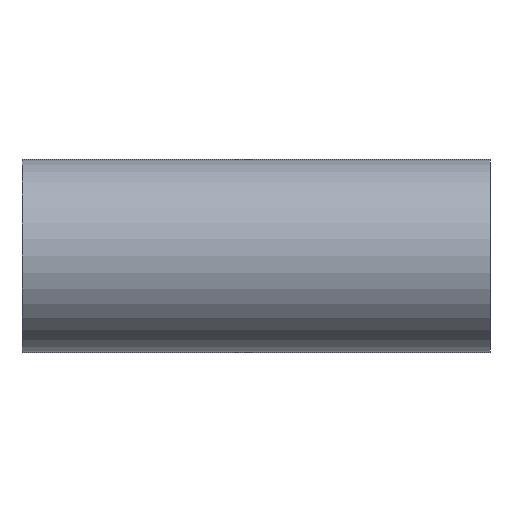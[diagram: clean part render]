
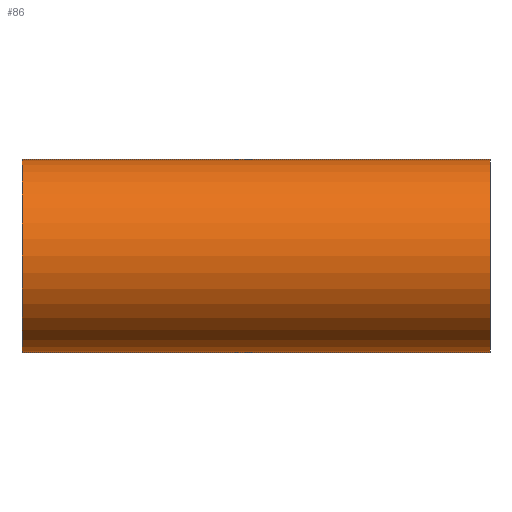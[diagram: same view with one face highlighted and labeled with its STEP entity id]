
A CAD part, left-side view. The second image highlights one B-rep face of the part: STEP entity #86.
In plain terms, the highlighted cylindrical face has radius 82.5 mm (diameter 165 mm), a partial arc.
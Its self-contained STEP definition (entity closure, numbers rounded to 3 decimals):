
#8 = CIRCLE ( 'NONE', #325, 82.5 ) ;
#19 = AXIS2_PLACEMENT_3D ( 'NONE', #145, #617, #321 ) ;
#27 = CARTESIAN_POINT ( 'NONE',  ( 0., -100., 82.5 ) ) ;
#38 = DIRECTION ( 'NONE',  ( 0., -1., 0. ) ) ;
#41 = CARTESIAN_POINT ( 'NONE',  ( 0., 300., -82.5 ) ) ;
#60 = EDGE_CURVE ( 'NONE', #294, #520, #240, .T. ) ;
#86 = ADVANCED_FACE ( 'NONE', ( #752 ), #555, .T. ) ;
#130 = AXIS2_PLACEMENT_3D ( 'NONE', #311, #721, #375 ) ;
#145 = CARTESIAN_POINT ( 'NONE',  ( 0., 300., 0. ) ) ;
#156 = LINE ( 'NONE', #276, #538 ) ;
#200 = ORIENTED_EDGE ( 'NONE', *, *, #60, .T. ) ;
#221 = EDGE_LOOP ( 'NONE', ( #313, #549, #200, #507 ) ) ;
#230 = CARTESIAN_POINT ( 'NONE',  ( 0., -100., 0. ) ) ;
#240 = LINE ( 'NONE', #709, #544 ) ;
#276 = CARTESIAN_POINT ( 'NONE',  ( 0., 300., 82.5 ) ) ;
#294 = VERTEX_POINT ( 'NONE', #41 ) ;
#311 = CARTESIAN_POINT ( 'NONE',  ( 0., 300., 0. ) ) ;
#313 = ORIENTED_EDGE ( 'NONE', *, *, #348, .F. ) ;
#321 = DIRECTION ( 'NONE',  ( 0., 0., 1. ) ) ;
#325 = AXIS2_PLACEMENT_3D ( 'NONE', #230, #536, #401 ) ;
#348 = EDGE_CURVE ( 'NONE', #615, #592, #156, .T. ) ;
#375 = DIRECTION ( 'NONE',  ( 0., 0., -1. ) ) ;
#401 = DIRECTION ( 'NONE',  ( 0., 0., 1. ) ) ;
#407 = CARTESIAN_POINT ( 'NONE',  ( 0., -100., -82.5 ) ) ;
#415 = DIRECTION ( 'NONE',  ( 0., -1., 0. ) ) ;
#444 = EDGE_CURVE ( 'NONE', #520, #592, #8, .T. ) ;
#507 = ORIENTED_EDGE ( 'NONE', *, *, #444, .T. ) ;
#520 = VERTEX_POINT ( 'NONE', #407 ) ;
#536 = DIRECTION ( 'NONE',  ( 0., 1., 0. ) ) ;
#538 = VECTOR ( 'NONE', #38, 1000. ) ;
#544 = VECTOR ( 'NONE', #415, 1000. ) ;
#549 = ORIENTED_EDGE ( 'NONE', *, *, #639, .F. ) ;
#555 = CYLINDRICAL_SURFACE ( 'NONE', #130, 82.5 ) ;
#573 = CARTESIAN_POINT ( 'NONE',  ( 0., 300., 82.5 ) ) ;
#588 = CIRCLE ( 'NONE', #19, 82.5 ) ;
#592 = VERTEX_POINT ( 'NONE', #27 ) ;
#615 = VERTEX_POINT ( 'NONE', #573 ) ;
#617 = DIRECTION ( 'NONE',  ( 0., 1., 0. ) ) ;
#639 = EDGE_CURVE ( 'NONE', #294, #615, #588, .T. ) ;
#709 = CARTESIAN_POINT ( 'NONE',  ( 0., 300., -82.5 ) ) ;
#721 = DIRECTION ( 'NONE',  ( 0., -1., 0. ) ) ;
#752 = FACE_OUTER_BOUND ( 'NONE', #221, .T. ) ;
